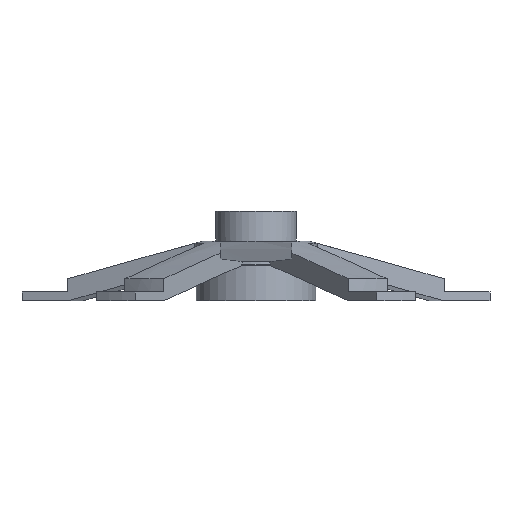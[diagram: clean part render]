
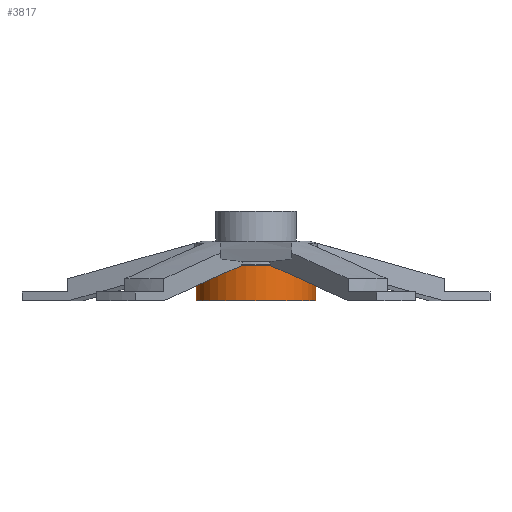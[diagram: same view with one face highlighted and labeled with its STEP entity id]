
A CAD part, left-side view. The second image highlights one B-rep face of the part: STEP entity #3817.
In plain terms, the highlighted cylindrical face has radius 20 mm (diameter 40 mm), a full revolution.
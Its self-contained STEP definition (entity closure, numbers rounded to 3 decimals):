
#201 = CONICAL_SURFACE('',#202,20.,1.305);
#202 = AXIS2_PLACEMENT_3D('',#203,#204,#205);
#203 = CARTESIAN_POINT('',(0.,0.,12.));
#204 = DIRECTION('',(-0.,-0.,-1.));
#205 = DIRECTION('',(1.,0.,0.));
#595 = VERTEX_POINT('',#596);
#596 = CARTESIAN_POINT('',(20.,0.,12.));
#619 = EDGE_CURVE('',#595,#595,#620,.T.);
#620 = SURFACE_CURVE('',#621,(#626,#633),.PCURVE_S1.);
#621 = CIRCLE('',#622,20.);
#622 = AXIS2_PLACEMENT_3D('',#623,#624,#625);
#623 = CARTESIAN_POINT('',(0.,0.,12.));
#624 = DIRECTION('',(0.,0.,1.));
#625 = DIRECTION('',(1.,0.,-0.));
#626 = PCURVE('',#201,#627);
#627 = DEFINITIONAL_REPRESENTATION('',(#628),#632);
#628 = LINE('',#629,#630);
#629 = CARTESIAN_POINT('',(-0.,0.));
#630 = VECTOR('',#631,1.);
#631 = DIRECTION('',(-1.,0.));
#632 = ( GEOMETRIC_REPRESENTATION_CONTEXT(2) 
PARAMETRIC_REPRESENTATION_CONTEXT() REPRESENTATION_CONTEXT('2D SPACE',''
  ) );
#633 = PCURVE('',#634,#639);
#634 = CYLINDRICAL_SURFACE('',#635,20.);
#635 = AXIS2_PLACEMENT_3D('',#636,#637,#638);
#636 = CARTESIAN_POINT('',(0.,0.,0.));
#637 = DIRECTION('',(0.,0.,1.));
#638 = DIRECTION('',(1.,0.,-0.));
#639 = DEFINITIONAL_REPRESENTATION('',(#640),#644);
#640 = LINE('',#641,#642);
#641 = CARTESIAN_POINT('',(0.,12.));
#642 = VECTOR('',#643,1.);
#643 = DIRECTION('',(1.,0.));
#644 = ( GEOMETRIC_REPRESENTATION_CONTEXT(2) 
PARAMETRIC_REPRESENTATION_CONTEXT() REPRESENTATION_CONTEXT('2D SPACE',''
  ) );
#3817 = ADVANCED_FACE('hub.cylindrical',(#3818),#634,.T.);
#3818 = FACE_BOUND('',#3819,.T.);
#3819 = EDGE_LOOP('',(#3820,#3849,#3870,#3871));
#3820 = ORIENTED_EDGE('',*,*,#3821,.T.);
#3821 = EDGE_CURVE('',#3822,#3822,#3824,.T.);
#3822 = VERTEX_POINT('',#3823);
#3823 = CARTESIAN_POINT('',(20.,0.,0.));
#3824 = SURFACE_CURVE('',#3825,(#3830,#3837),.PCURVE_S1.);
#3825 = CIRCLE('',#3826,20.);
#3826 = AXIS2_PLACEMENT_3D('',#3827,#3828,#3829);
#3827 = CARTESIAN_POINT('',(0.,0.,0.));
#3828 = DIRECTION('',(0.,0.,1.));
#3829 = DIRECTION('',(1.,0.,-0.));
#3830 = PCURVE('',#634,#3831);
#3831 = DEFINITIONAL_REPRESENTATION('',(#3832),#3836);
#3832 = LINE('',#3833,#3834);
#3833 = CARTESIAN_POINT('',(0.,0.));
#3834 = VECTOR('',#3835,1.);
#3835 = DIRECTION('',(1.,0.));
#3836 = ( GEOMETRIC_REPRESENTATION_CONTEXT(2) 
PARAMETRIC_REPRESENTATION_CONTEXT() REPRESENTATION_CONTEXT('2D SPACE',''
  ) );
#3837 = PCURVE('',#3838,#3843);
#3838 = PLANE('',#3839);
#3839 = AXIS2_PLACEMENT_3D('',#3840,#3841,#3842);
#3840 = CARTESIAN_POINT('',(0.,0.,0.));
#3841 = DIRECTION('',(0.,0.,1.));
#3842 = DIRECTION('',(1.,0.,-0.));
#3843 = DEFINITIONAL_REPRESENTATION('',(#3844),#3848);
#3844 = CIRCLE('',#3845,20.);
#3845 = AXIS2_PLACEMENT_2D('',#3846,#3847);
#3846 = CARTESIAN_POINT('',(0.,0.));
#3847 = DIRECTION('',(1.,0.));
#3848 = ( GEOMETRIC_REPRESENTATION_CONTEXT(2) 
PARAMETRIC_REPRESENTATION_CONTEXT() REPRESENTATION_CONTEXT('2D SPACE',''
  ) );
#3849 = ORIENTED_EDGE('',*,*,#3850,.T.);
#3850 = EDGE_CURVE('',#3822,#595,#3851,.T.);
#3851 = SEAM_CURVE('',#3852,(#3856,#3863),.PCURVE_S1.);
#3852 = LINE('',#3853,#3854);
#3853 = CARTESIAN_POINT('',(20.,0.,0.));
#3854 = VECTOR('',#3855,1.);
#3855 = DIRECTION('',(0.,0.,1.));
#3856 = PCURVE('',#634,#3857);
#3857 = DEFINITIONAL_REPRESENTATION('',(#3858),#3862);
#3858 = LINE('',#3859,#3860);
#3859 = CARTESIAN_POINT('',(0.,0.));
#3860 = VECTOR('',#3861,1.);
#3861 = DIRECTION('',(0.,1.));
#3862 = ( GEOMETRIC_REPRESENTATION_CONTEXT(2) 
PARAMETRIC_REPRESENTATION_CONTEXT() REPRESENTATION_CONTEXT('2D SPACE',''
  ) );
#3863 = PCURVE('',#634,#3864);
#3864 = DEFINITIONAL_REPRESENTATION('',(#3865),#3869);
#3865 = LINE('',#3866,#3867);
#3866 = CARTESIAN_POINT('',(6.283,0.));
#3867 = VECTOR('',#3868,1.);
#3868 = DIRECTION('',(0.,1.));
#3869 = ( GEOMETRIC_REPRESENTATION_CONTEXT(2) 
PARAMETRIC_REPRESENTATION_CONTEXT() REPRESENTATION_CONTEXT('2D SPACE',''
  ) );
#3870 = ORIENTED_EDGE('',*,*,#619,.F.);
#3871 = ORIENTED_EDGE('',*,*,#3850,.F.);
